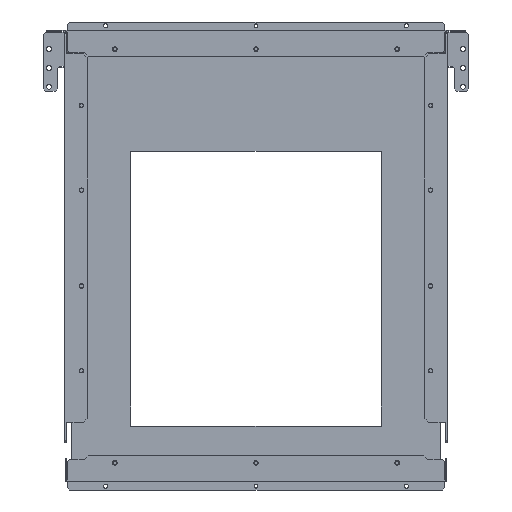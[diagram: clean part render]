
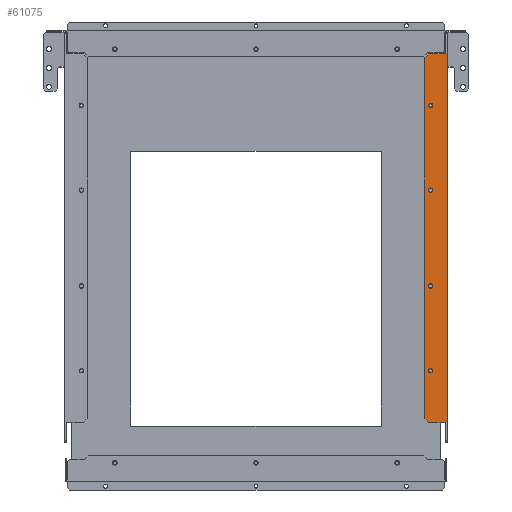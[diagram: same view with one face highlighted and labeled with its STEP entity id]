
A CAD part, left-side view. The second image highlights one B-rep face of the part: STEP entity #61075.
In plain terms, the highlighted planar face has unit normal (-1, 0, 0).
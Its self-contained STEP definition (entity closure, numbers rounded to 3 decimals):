
#411 = VECTOR ( 'NONE', #73036, 1000. ) ;
#1154 = ORIENTED_EDGE ( 'NONE', *, *, #9904, .T. ) ;
#2725 = CARTESIAN_POINT ( 'NONE',  ( -158., -251.5, -496. ) ) ;
#3998 = VERTEX_POINT ( 'NONE', #13872 ) ;
#4865 = VERTEX_POINT ( 'NONE', #41064 ) ;
#4935 = LINE ( 'NONE', #96398, #88843 ) ;
#5902 = AXIS2_PLACEMENT_3D ( 'NONE', #45786, #30609, #92267 ) ;
#5998 = VERTEX_POINT ( 'NONE', #46328 ) ;
#6297 = CIRCLE ( 'NONE', #64317, 2.7 ) ;
#7703 = VERTEX_POINT ( 'NONE', #67944 ) ;
#8947 = VECTOR ( 'NONE', #79714, 1000. ) ;
#9393 = DIRECTION ( 'NONE',  ( 1., 0., 0. ) ) ;
#9564 = DIRECTION ( 'NONE',  ( 0., -1., 0. ) ) ;
#9904 = EDGE_CURVE ( 'NONE', #91944, #83803, #86818, .T. ) ;
#11671 = ORIENTED_EDGE ( 'NONE', *, *, #12149, .T. ) ;
#11987 = ORIENTED_EDGE ( 'NONE', *, *, #76035, .T. ) ;
#12149 = EDGE_CURVE ( 'NONE', #83803, #5998, #27844, .T. ) ;
#12991 = FACE_BOUND ( 'NONE', #89219, .T. ) ;
#13580 = EDGE_CURVE ( 'NONE', #82342, #89579, #37308, .T. ) ;
#13623 = DIRECTION ( 'NONE',  ( 0., 1., 0. ) ) ;
#13872 = CARTESIAN_POINT ( 'NONE',  ( -158., -229.3, -427.5 ) ) ;
#14427 = ORIENTED_EDGE ( 'NONE', *, *, #77512, .T. ) ;
#14759 = CIRCLE ( 'NONE', #71193, 2.7 ) ;
#15712 = DIRECTION ( 'NONE',  ( 0., 0., -1. ) ) ;
#15874 = CARTESIAN_POINT ( 'NONE',  ( -158., -254., -251.25 ) ) ;
#16138 = VERTEX_POINT ( 'NONE', #50731 ) ;
#18714 = VERTEX_POINT ( 'NONE', #93281 ) ;
#19744 = CARTESIAN_POINT ( 'NONE',  ( -158., -232., -187.5 ) ) ;
#21307 = CARTESIAN_POINT ( 'NONE',  ( -158., -224.5, -251.25 ) ) ;
#22306 = LINE ( 'NONE', #21307, #50176 ) ;
#22932 = EDGE_CURVE ( 'NONE', #18714, #4865, #4935, .T. ) ;
#23151 = EDGE_CURVE ( 'NONE', #38126, #71507, #38794, .T. ) ;
#23789 = ORIENTED_EDGE ( 'NONE', *, *, #72587, .T. ) ;
#25571 = DIRECTION ( 'NONE',  ( -1., 0., 0. ) ) ;
#26234 = CARTESIAN_POINT ( 'NONE',  ( -158., -229.5, -496. ) ) ;
#26401 = CARTESIAN_POINT ( 'NONE',  ( -158., -229.3, -75. ) ) ;
#27468 = VERTEX_POINT ( 'NONE', #36001 ) ;
#27844 = LINE ( 'NONE', #81896, #49753 ) ;
#29160 = ORIENTED_EDGE ( 'NONE', *, *, #35093, .F. ) ;
#29999 = ORIENTED_EDGE ( 'NONE', *, *, #69729, .F. ) ;
#30609 = DIRECTION ( 'NONE',  ( -1., 0., 0. ) ) ;
#32414 = VERTEX_POINT ( 'NONE', #81943 ) ;
#32595 = AXIS2_PLACEMENT_3D ( 'NONE', #32606, #9393, #93746 ) ;
#32606 = CARTESIAN_POINT ( 'NONE',  ( -158., -254., -251.25 ) ) ;
#33056 = EDGE_CURVE ( 'NONE', #18714, #32414, #94256, .T. ) ;
#33555 = CARTESIAN_POINT ( 'NONE',  ( -158., -232., -75. ) ) ;
#35093 = EDGE_CURVE ( 'NONE', #71507, #38126, #14759, .T. ) ;
#35260 = DIRECTION ( 'NONE',  ( 0., 1., 0. ) ) ;
#35532 = EDGE_CURVE ( 'NONE', #3998, #27468, #56769, .T. ) ;
#36001 = CARTESIAN_POINT ( 'NONE',  ( -158., -234.7, -427.5 ) ) ;
#36172 = CARTESIAN_POINT ( 'NONE',  ( -158., -234.7, -75. ) ) ;
#36545 = CIRCLE ( 'NONE', #5902, 2.7 ) ;
#37138 = ORIENTED_EDGE ( 'NONE', *, *, #74328, .F. ) ;
#37308 = CIRCLE ( 'NONE', #56682, 2.7 ) ;
#37571 = ORIENTED_EDGE ( 'NONE', *, *, #33056, .F. ) ;
#38126 = VERTEX_POINT ( 'NONE', #58763 ) ;
#38323 = DIRECTION ( 'NONE',  ( -1., 0., 0. ) ) ;
#38389 = ORIENTED_EDGE ( 'NONE', *, *, #35532, .F. ) ;
#38794 = CIRCLE ( 'NONE', #85609, 2.7 ) ;
#39738 = EDGE_LOOP ( 'NONE', ( #38389, #37138 ) ) ;
#41064 = CARTESIAN_POINT ( 'NONE',  ( -158., -229.5, -6.5 ) ) ;
#42426 = VECTOR ( 'NONE', #92658, 1000. ) ;
#42989 = CARTESIAN_POINT ( 'NONE',  ( -158., -229.3, -315. ) ) ;
#45670 = ORIENTED_EDGE ( 'NONE', *, *, #66080, .T. ) ;
#45786 = CARTESIAN_POINT ( 'NONE',  ( -158., -232., -315. ) ) ;
#46328 = CARTESIAN_POINT ( 'NONE',  ( -158., -254., -496. ) ) ;
#47231 = DIRECTION ( 'NONE',  ( 0., 1., 0. ) ) ;
#47302 = CARTESIAN_POINT ( 'NONE',  ( -158., -232., -187.5 ) ) ;
#48912 = CARTESIAN_POINT ( 'NONE',  ( -158., -119.375, -385.875 ) ) ;
#49691 = DIRECTION ( 'NONE',  ( -1., 0., 0. ) ) ;
#49753 = VECTOR ( 'NONE', #94692, 1000. ) ;
#50176 = VECTOR ( 'NONE', #15712, 1000. ) ;
#50553 = DIRECTION ( 'NONE',  ( 0., 1., 0. ) ) ;
#50731 = CARTESIAN_POINT ( 'NONE',  ( -158., -224.5, -11.5 ) ) ;
#52599 = CIRCLE ( 'NONE', #55815, 2.7 ) ;
#53004 = DIRECTION ( 'NONE',  ( -1., 0., 0. ) ) ;
#53368 = FACE_BOUND ( 'NONE', #58178, .T. ) ;
#55815 = AXIS2_PLACEMENT_3D ( 'NONE', #92393, #53004, #99957 ) ;
#56682 = AXIS2_PLACEMENT_3D ( 'NONE', #64836, #49691, #72908 ) ;
#56769 = CIRCLE ( 'NONE', #84191, 2.7 ) ;
#58178 = EDGE_LOOP ( 'NONE', ( #93449, #76202 ) ) ;
#58763 = CARTESIAN_POINT ( 'NONE',  ( -158., -234.7, -187.5 ) ) ;
#58941 = FACE_BOUND ( 'NONE', #39738, .T. ) ;
#60066 = CARTESIAN_POINT ( 'NONE',  ( -158., -232., -427.5 ) ) ;
#61075 = ADVANCED_FACE ( 'NONE', ( #53368, #58941, #82177, #12991, #86655 ), #62907, .F. ) ;
#61816 = LINE ( 'NONE', #15874, #42426 ) ;
#62425 = DIRECTION ( 'NONE',  ( 0., -1., 0. ) ) ;
#62907 = PLANE ( 'NONE',  #32595 ) ;
#63937 = EDGE_CURVE ( 'NONE', #84781, #64973, #52599, .T. ) ;
#64317 = AXIS2_PLACEMENT_3D ( 'NONE', #33555, #79505, #47231 ) ;
#64491 = CARTESIAN_POINT ( 'NONE',  ( -158., -229.3, -187.5 ) ) ;
#64836 = CARTESIAN_POINT ( 'NONE',  ( -158., -232., -315. ) ) ;
#64973 = VERTEX_POINT ( 'NONE', #26401 ) ;
#65062 = LINE ( 'NONE', #48912, #8947 ) ;
#65124 = ORIENTED_EDGE ( 'NONE', *, *, #23151, .F. ) ;
#66080 = EDGE_CURVE ( 'NONE', #5998, #32414, #61816, .T. ) ;
#67944 = CARTESIAN_POINT ( 'NONE',  ( -158., -224.5, -491. ) ) ;
#69729 = EDGE_CURVE ( 'NONE', #64973, #84781, #6297, .T. ) ;
#71193 = AXIS2_PLACEMENT_3D ( 'NONE', #19744, #81859, #50553 ) ;
#71507 = VERTEX_POINT ( 'NONE', #64491 ) ;
#72587 = EDGE_CURVE ( 'NONE', #16138, #7703, #22306, .T. ) ;
#72619 = DIRECTION ( 'NONE',  ( 0., 1., 0. ) ) ;
#72908 = DIRECTION ( 'NONE',  ( 0., 1., 0. ) ) ;
#73036 = DIRECTION ( 'NONE',  ( 0., 0.707, -0.707 ) ) ;
#74328 = EDGE_CURVE ( 'NONE', #27468, #3998, #76293, .T. ) ;
#76035 = EDGE_CURVE ( 'NONE', #7703, #91944, #65062, .T. ) ;
#76202 = ORIENTED_EDGE ( 'NONE', *, *, #13580, .F. ) ;
#76293 = CIRCLE ( 'NONE', #84372, 2.7 ) ;
#77512 = EDGE_CURVE ( 'NONE', #4865, #16138, #78145, .T. ) ;
#78066 = EDGE_LOOP ( 'NONE', ( #1154, #11671, #45670, #37571, #89101, #14427, #23789, #11987 ) ) ;
#78145 = LINE ( 'NONE', #78646, #411 ) ;
#78615 = DIRECTION ( 'NONE',  ( 0., 1., 0. ) ) ;
#78646 = CARTESIAN_POINT ( 'NONE',  ( -158., -119.375, -116.625 ) ) ;
#79505 = DIRECTION ( 'NONE',  ( -1., 0., 0. ) ) ;
#79714 = DIRECTION ( 'NONE',  ( 0., -0.707, -0.707 ) ) ;
#80221 = CARTESIAN_POINT ( 'NONE',  ( -158., -232., -427.5 ) ) ;
#81633 = CARTESIAN_POINT ( 'NONE',  ( -158., -234.7, -315. ) ) ;
#81859 = DIRECTION ( 'NONE',  ( -1., 0., 0. ) ) ;
#81896 = CARTESIAN_POINT ( 'NONE',  ( -158., -251.5, -496. ) ) ;
#81943 = CARTESIAN_POINT ( 'NONE',  ( -158., -254., -6.5 ) ) ;
#82177 = FACE_BOUND ( 'NONE', #93228, .T. ) ;
#82342 = VERTEX_POINT ( 'NONE', #81633 ) ;
#83803 = VERTEX_POINT ( 'NONE', #2725 ) ;
#84191 = AXIS2_PLACEMENT_3D ( 'NONE', #80221, #96415, #35260 ) ;
#84372 = AXIS2_PLACEMENT_3D ( 'NONE', #60066, #38323, #13623 ) ;
#84781 = VERTEX_POINT ( 'NONE', #36172 ) ;
#85569 = VECTOR ( 'NONE', #62425, 1000. ) ;
#85609 = AXIS2_PLACEMENT_3D ( 'NONE', #47302, #25571, #78615 ) ;
#86655 = FACE_OUTER_BOUND ( 'NONE', #78066, .T. ) ;
#86689 = VECTOR ( 'NONE', #9564, 1000. ) ;
#86818 = LINE ( 'NONE', #87809, #86689 ) ;
#87809 = CARTESIAN_POINT ( 'NONE',  ( -158., -254., -496. ) ) ;
#88843 = VECTOR ( 'NONE', #72619, 1000. ) ;
#89101 = ORIENTED_EDGE ( 'NONE', *, *, #22932, .T. ) ;
#89219 = EDGE_LOOP ( 'NONE', ( #29999, #94477 ) ) ;
#89579 = VERTEX_POINT ( 'NONE', #42989 ) ;
#91944 = VERTEX_POINT ( 'NONE', #26234 ) ;
#92267 = DIRECTION ( 'NONE',  ( 0., 1., 0. ) ) ;
#92393 = CARTESIAN_POINT ( 'NONE',  ( -158., -232., -75. ) ) ;
#92658 = DIRECTION ( 'NONE',  ( 0., 0., 1. ) ) ;
#93228 = EDGE_LOOP ( 'NONE', ( #29160, #65124 ) ) ;
#93281 = CARTESIAN_POINT ( 'NONE',  ( -158., -251.5, -6.5 ) ) ;
#93449 = ORIENTED_EDGE ( 'NONE', *, *, #98551, .F. ) ;
#93746 = DIRECTION ( 'NONE',  ( 0., 1., 0. ) ) ;
#94256 = LINE ( 'NONE', #95241, #85569 ) ;
#94477 = ORIENTED_EDGE ( 'NONE', *, *, #63937, .F. ) ;
#94692 = DIRECTION ( 'NONE',  ( 0., -1., 0. ) ) ;
#95241 = CARTESIAN_POINT ( 'NONE',  ( -158., -254., -6.5 ) ) ;
#96398 = CARTESIAN_POINT ( 'NONE',  ( -158., -254., -6.5 ) ) ;
#96415 = DIRECTION ( 'NONE',  ( -1., 0., 0. ) ) ;
#98551 = EDGE_CURVE ( 'NONE', #89579, #82342, #36545, .T. ) ;
#99957 = DIRECTION ( 'NONE',  ( 0., 1., 0. ) ) ;
